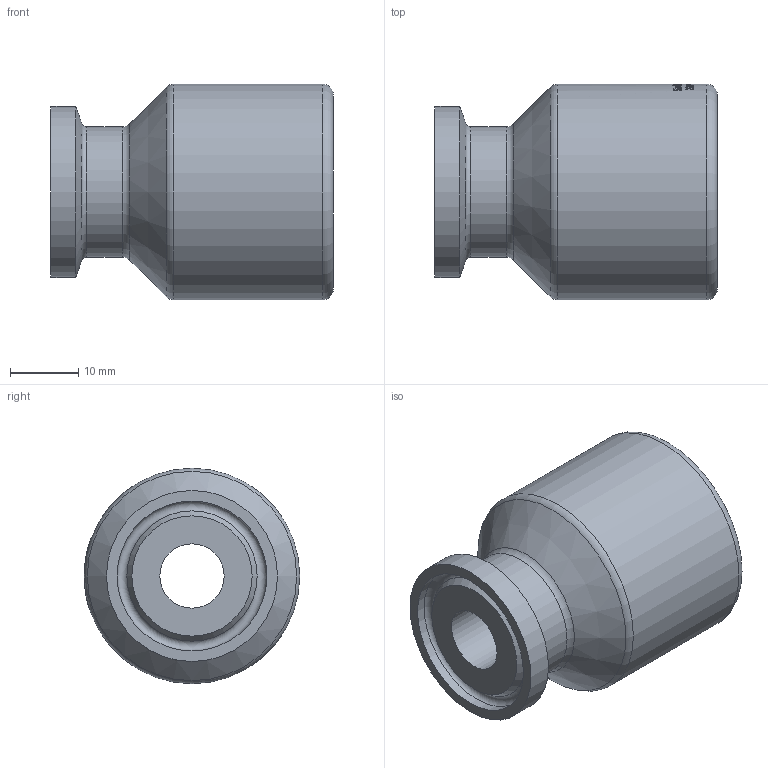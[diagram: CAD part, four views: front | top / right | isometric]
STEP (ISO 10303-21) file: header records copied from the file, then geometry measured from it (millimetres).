
FILE_DESCRIPTION(/* description */ (''),/* implementation_level */ '2;1');
FILE_NAME(/* name */ '22MP-.50X.75.ipt.stp',/* time_stamp */ '2019-08-23T16:29:03-04:00',/* author */ ('Engineering'),/* organization */ (''),/* preprocessor_version */ 'ST-DEVELOPER v15.2',/* originating_system */ 'Autodesk Inventor 2014',/* authorisation */ '');
FILE_SCHEMA (('AUTOMOTIVE_DESIGN { 1 0 10303 214 3 1 1 }'));
Length unit declared in the file: inch
Products named in the file (1): 22MP-.50X.75
Bounding box: 41.27 x 31.5 x 31.5 mm (x, y, z)
Volume: 14584.4 mm3; surface area: 7075.9 mm2
Topology: 1 solids, 1 shells, 402 faces, 1082 edges, 717 vertices
Faces by surface type: bspline 187, plane 161, cylinder 43, cone 6, torus 5
Full cylindrical faces by diameter (mm): 9.398 x1, 19.05 x1, 21.895 x1, 24.994 x1, 31.496 x1
Entity records: 15825 total; most frequent: CARTESIAN_POINT 6918, ORIENTED_EDGE 2108, DIRECTION 1315, EDGE_CURVE 1054, VERTEX_POINT 709, LINE 473, VECTOR 473, EDGE_LOOP 455
